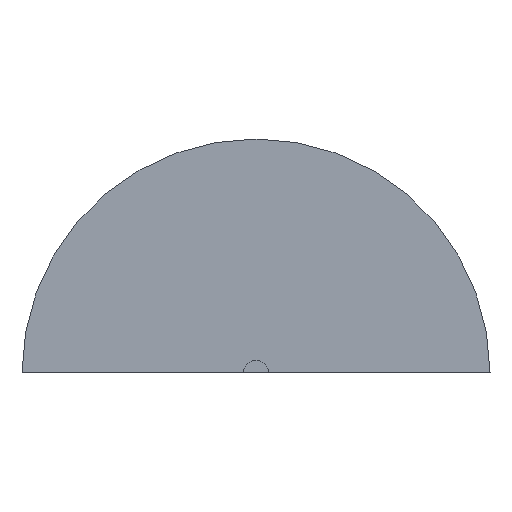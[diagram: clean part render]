
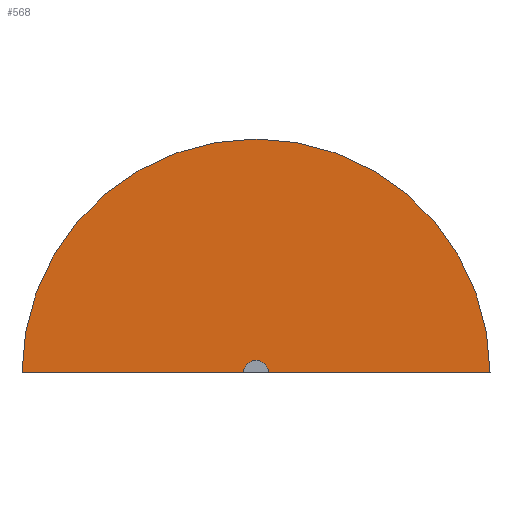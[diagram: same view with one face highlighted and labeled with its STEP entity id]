
A CAD part, left-side view. The second image highlights one B-rep face of the part: STEP entity #568.
In plain terms, the highlighted planar face has unit normal (-1, 0, 0).
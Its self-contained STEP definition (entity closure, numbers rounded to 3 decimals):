
#35 = ORIENTED_EDGE ( 'NONE', *, *, #444, .F. ) ;
#41 = VERTEX_POINT ( 'NONE', #133 ) ;
#46 = DIRECTION ( 'NONE',  ( 1., 0., 0. ) ) ;
#48 = AXIS2_PLACEMENT_3D ( 'NONE', #294, #520, #337 ) ;
#64 = VECTOR ( 'NONE', #455, 1000. ) ;
#73 = CARTESIAN_POINT ( 'NONE',  ( -315., 2., 0. ) ) ;
#87 = AXIS2_PLACEMENT_3D ( 'NONE', #222, #434, #180 ) ;
#117 = CARTESIAN_POINT ( 'NONE',  ( -315., -2., 0. ) ) ;
#131 = ORIENTED_EDGE ( 'NONE', *, *, #542, .F. ) ;
#133 = CARTESIAN_POINT ( 'NONE',  ( -315., 37., 0. ) ) ;
#135 = AXIS2_PLACEMENT_3D ( 'NONE', #430, #46, #220 ) ;
#136 = EDGE_CURVE ( 'NONE', #290, #41, #500, .T. ) ;
#139 = CIRCLE ( 'NONE', #87, 37. ) ;
#159 = EDGE_LOOP ( 'NONE', ( #35, #246, #262, #131 ) ) ;
#160 = PLANE ( 'NONE',  #135 ) ;
#163 = VERTEX_POINT ( 'NONE', #117 ) ;
#164 = FACE_OUTER_BOUND ( 'NONE', #159, .T. ) ;
#175 = CIRCLE ( 'NONE', #48, 2. ) ;
#180 = DIRECTION ( 'NONE',  ( 0., -1., 0. ) ) ;
#188 = DIRECTION ( 'NONE',  ( 0., 1., 0. ) ) ;
#203 = VERTEX_POINT ( 'NONE', #559 ) ;
#218 = CARTESIAN_POINT ( 'NONE',  ( -315., 2., 0. ) ) ;
#220 = DIRECTION ( 'NONE',  ( 0., 1., 0. ) ) ;
#222 = CARTESIAN_POINT ( 'NONE',  ( -315., 0., 0. ) ) ;
#246 = ORIENTED_EDGE ( 'NONE', *, *, #263, .T. ) ;
#262 = ORIENTED_EDGE ( 'NONE', *, *, #136, .F. ) ;
#263 = EDGE_CURVE ( 'NONE', #203, #41, #139, .T. ) ;
#290 = VERTEX_POINT ( 'NONE', #218 ) ;
#294 = CARTESIAN_POINT ( 'NONE',  ( -315., 0., 0. ) ) ;
#323 = LINE ( 'NONE', #73, #348 ) ;
#337 = DIRECTION ( 'NONE',  ( 0., -1., 0. ) ) ;
#348 = VECTOR ( 'NONE', #188, 1000. ) ;
#430 = CARTESIAN_POINT ( 'NONE',  ( -315., 2., 0. ) ) ;
#434 = DIRECTION ( 'NONE',  ( -1., 0., 0. ) ) ;
#444 = EDGE_CURVE ( 'NONE', #203, #163, #323, .T. ) ;
#455 = DIRECTION ( 'NONE',  ( 0., 1., 0. ) ) ;
#459 = CARTESIAN_POINT ( 'NONE',  ( -315., 2., 0. ) ) ;
#500 = LINE ( 'NONE', #459, #64 ) ;
#520 = DIRECTION ( 'NONE',  ( -1., 0., 0. ) ) ;
#542 = EDGE_CURVE ( 'NONE', #163, #290, #175, .T. ) ;
#559 = CARTESIAN_POINT ( 'NONE',  ( -315., -37., 0. ) ) ;
#568 = ADVANCED_FACE ( 'NONE', ( #164 ), #160, .F. ) ;
